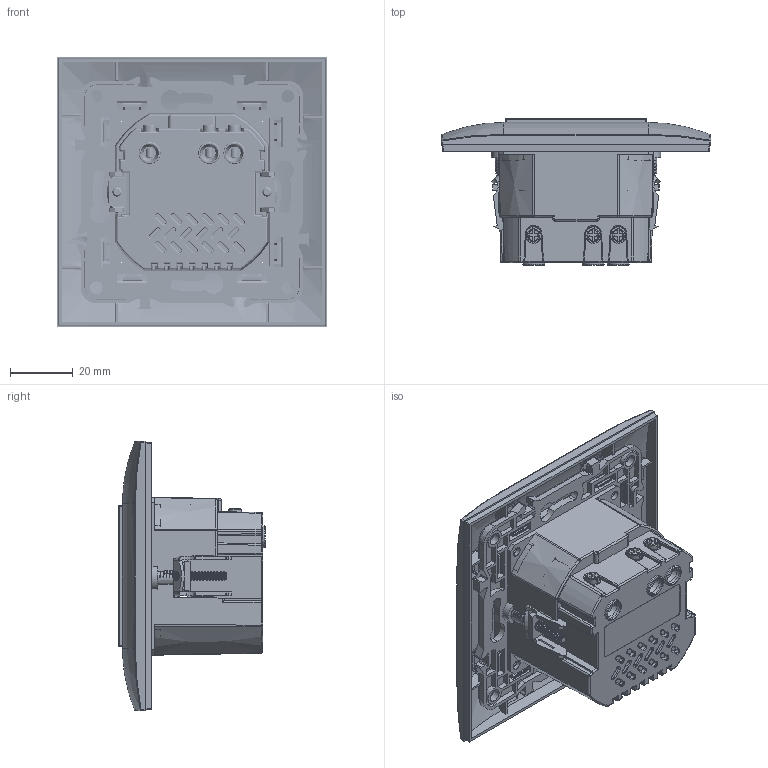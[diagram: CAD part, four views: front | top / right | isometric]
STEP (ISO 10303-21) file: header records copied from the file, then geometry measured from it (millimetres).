
FILE_DESCRIPTION (( 'STEP AP203' ), '1' );
FILE_NAME ('SK-R14-16-U14 SKANDY Ðîç. ñ ç.ê.ø 16À ñ USB C SK-R IEK.STEP', '2024-06-13T11:05:19', ( '' ), ( '' ), 'SwSTEP 2.0', 'SolidWorks 2022', '' );
FILE_SCHEMA (( 'CONFIG_CONTROL_DESIGN' ));
Length unit declared in the file: millimetre
Products named in the file (1): SK-R14-16-U14 SKANDY Роз. с з.к.ш 16А с USB C SK-R IEK
Bounding box: 86 x 46.63 x 86 mm (x, y, z)
Volume: 53858 mm3; surface area: 82378.1 mm2
Topology: 36 solids, 36 shells, 4884 faces, 13218 edges, 8439 vertices
Faces by surface type: plane 2341, cylinder 1707, bspline 388, cone 236, torus 174, sphere 38
Entity records: 184504 total; most frequent: CARTESIAN_POINT 65556, ORIENTED_EDGE 26396, DIRECTION 22772, EDGE_CURVE 13198, VERTEX_POINT 8431, LINE 7694, VECTOR 7694, AXIS2_PLACEMENT_3D 7539
